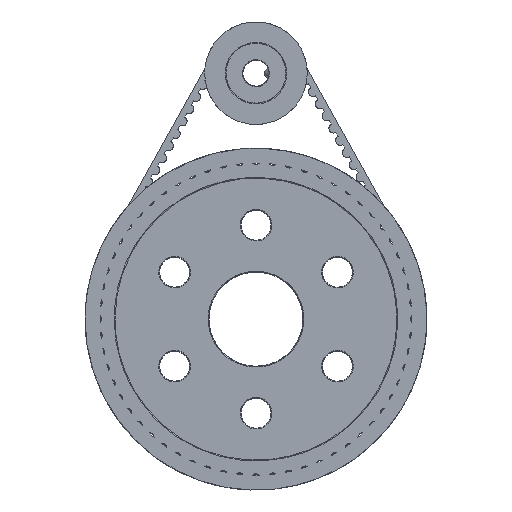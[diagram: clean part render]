
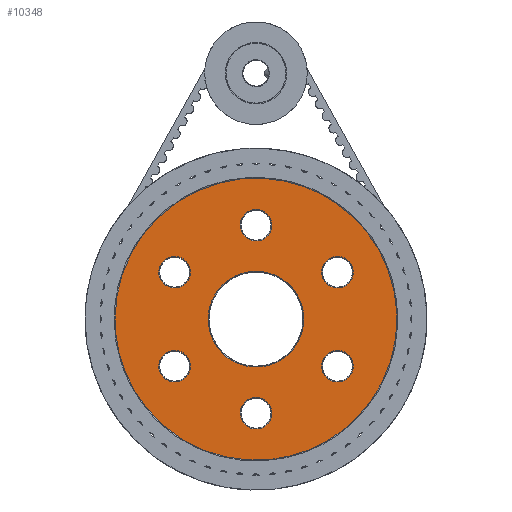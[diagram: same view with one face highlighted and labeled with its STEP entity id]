
A CAD part, front view. The second image highlights one B-rep face of the part: STEP entity #10348.
In plain terms, the highlighted free-form (B-spline) face has degree [1, 1] with [2, 2] control points.
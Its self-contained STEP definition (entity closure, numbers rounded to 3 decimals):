
#7920 = VERTEX_POINT('',#7921);
#7921 = CARTESIAN_POINT('',(-15.977,-1.452,
    0.));
#7926 = EDGE_CURVE('',#7920,#7920,#7927,.T.);
#7927 = ( BOUNDED_CURVE() B_SPLINE_CURVE(2,(#7928,#7929,#7930,#7931,
#7932,#7933,#7934),.UNSPECIFIED.,.T.,.F.) B_SPLINE_CURVE_WITH_KNOTS((3,2
    ,2,3),(3.142,5.236,7.33,9.425),
.PIECEWISE_BEZIER_KNOTS.) CURVE() GEOMETRIC_REPRESENTATION_ITEM() 
RATIONAL_B_SPLINE_CURVE((1.,0.5,1.,0.5,1.,0.5,1.)) REPRESENTATION_ITEM(
  '') );
#7928 = CARTESIAN_POINT('',(-15.977,-1.452,
    0.));
#7929 = CARTESIAN_POINT('',(-15.977,-1.452,
    27.673));
#7930 = CARTESIAN_POINT('',(7.989,-1.452,
    13.837));
#7931 = CARTESIAN_POINT('',(31.954,-1.452,
    0.));
#7932 = CARTESIAN_POINT('',(7.989,-1.452,
    -13.837));
#7933 = CARTESIAN_POINT('',(-15.977,-1.452,
    -27.673));
#7934 = CARTESIAN_POINT('',(-15.977,-1.452,
    0.));
#10260 = VERTEX_POINT('',#10261);
#10261 = CARTESIAN_POINT('',(7.433,-1.452,
    5.326));
#10279 = EDGE_CURVE('',#10260,#10260,#10280,.T.);
#10280 = ( BOUNDED_CURVE() B_SPLINE_CURVE(2,(#10281,#10282,#10283,#10284
    ,#10285,#10286,#10287),.UNSPECIFIED.,.T.,.F.) 
B_SPLINE_CURVE_WITH_KNOTS((3,2,2,3),(3.142,5.236,
7.33,9.425),.PIECEWISE_BEZIER_KNOTS.) CURVE() 
GEOMETRIC_REPRESENTATION_ITEM() RATIONAL_B_SPLINE_CURVE((1.,0.5,1.,0.5,
1.,0.5,1.)) REPRESENTATION_ITEM('') );
#10281 = CARTESIAN_POINT('',(7.433,-1.452,
    5.326));
#10282 = CARTESIAN_POINT('',(7.433,-1.452,
    2.223));
#10283 = CARTESIAN_POINT('',(10.12,-1.452,
    3.774));
#10284 = CARTESIAN_POINT('',(12.807,-1.452,
    5.326));
#10285 = CARTESIAN_POINT('',(10.12,-1.452,
    6.877));
#10286 = CARTESIAN_POINT('',(7.433,-1.452,
    8.428));
#10287 = CARTESIAN_POINT('',(7.433,-1.452,
    5.326));
#10348 = ADVANCED_FACE('',(#10349,#10352,#10366,#10380,#10394,#10408,
    #10422,#10436),#10439,.T.);
#10349 = FACE_BOUND('',#10350,.T.);
#10350 = EDGE_LOOP('',(#10351));
#10351 = ORIENTED_EDGE('',*,*,#7926,.F.);
#10352 = FACE_BOUND('',#10353,.T.);
#10353 = EDGE_LOOP('',(#10354));
#10354 = ORIENTED_EDGE('',*,*,#10355,.F.);
#10355 = EDGE_CURVE('',#10356,#10356,#10358,.T.);
#10356 = VERTEX_POINT('',#10357);
#10357 = CARTESIAN_POINT('',(7.433,-1.452,
    -5.326));
#10358 = ( BOUNDED_CURVE() B_SPLINE_CURVE(2,(#10359,#10360,#10361,#10362
    ,#10363,#10364,#10365),.UNSPECIFIED.,.T.,.F.) 
B_SPLINE_CURVE_WITH_KNOTS((3,2,2,3),(3.142,5.236,
7.33,9.425),.PIECEWISE_BEZIER_KNOTS.) CURVE() 
GEOMETRIC_REPRESENTATION_ITEM() RATIONAL_B_SPLINE_CURVE((1.,0.5,1.,0.5,
1.,0.5,1.)) REPRESENTATION_ITEM('') );
#10359 = CARTESIAN_POINT('',(7.433,-1.452,
    -5.326));
#10360 = CARTESIAN_POINT('',(7.433,-1.452,
    -8.428));
#10361 = CARTESIAN_POINT('',(10.12,-1.452,
    -6.877));
#10362 = CARTESIAN_POINT('',(12.807,-1.452,
    -5.326));
#10363 = CARTESIAN_POINT('',(10.12,-1.452,
    -3.774));
#10364 = CARTESIAN_POINT('',(7.433,-1.452,
    -2.223));
#10365 = CARTESIAN_POINT('',(7.433,-1.452,
    -5.326));
#10366 = FACE_BOUND('',#10367,.T.);
#10367 = EDGE_LOOP('',(#10368));
#10368 = ORIENTED_EDGE('',*,*,#10369,.F.);
#10369 = EDGE_CURVE('',#10370,#10370,#10372,.T.);
#10370 = VERTEX_POINT('',#10371);
#10371 = CARTESIAN_POINT('',(-5.423,-1.452,
    0.));
#10372 = ( BOUNDED_CURVE() B_SPLINE_CURVE(2,(#10373,#10374,#10375,#10376
    ,#10377,#10378,#10379),.UNSPECIFIED.,.T.,.F.) 
B_SPLINE_CURVE_WITH_KNOTS((3,2,2,3),(3.142,5.236,
7.33,9.425),.PIECEWISE_BEZIER_KNOTS.) CURVE() 
GEOMETRIC_REPRESENTATION_ITEM() RATIONAL_B_SPLINE_CURVE((1.,0.5,1.,0.5,
1.,0.5,1.)) REPRESENTATION_ITEM('') );
#10373 = CARTESIAN_POINT('',(-5.423,-1.452,
    0.));
#10374 = CARTESIAN_POINT('',(-5.423,-1.452,
    -9.392));
#10375 = CARTESIAN_POINT('',(2.711,-1.452,
    -4.696));
#10376 = CARTESIAN_POINT('',(10.845,-1.452,
    0.));
#10377 = CARTESIAN_POINT('',(2.711,-1.452,
    4.696));
#10378 = CARTESIAN_POINT('',(-5.423,-1.452,
    9.392));
#10379 = CARTESIAN_POINT('',(-5.423,-1.452,
    0.));
#10380 = FACE_BOUND('',#10381,.T.);
#10381 = EDGE_LOOP('',(#10382));
#10382 = ORIENTED_EDGE('',*,*,#10383,.F.);
#10383 = EDGE_CURVE('',#10384,#10384,#10386,.T.);
#10384 = VERTEX_POINT('',#10385);
#10385 = CARTESIAN_POINT('',(-11.016,-1.452,
    5.326));
#10386 = ( BOUNDED_CURVE() B_SPLINE_CURVE(2,(#10387,#10388,#10389,#10390
    ,#10391,#10392,#10393),.UNSPECIFIED.,.T.,.F.) 
B_SPLINE_CURVE_WITH_KNOTS((3,2,2,3),(3.142,5.236,
7.33,9.425),.PIECEWISE_BEZIER_KNOTS.) CURVE() 
GEOMETRIC_REPRESENTATION_ITEM() RATIONAL_B_SPLINE_CURVE((1.,0.5,1.,0.5,
1.,0.5,1.)) REPRESENTATION_ITEM('') );
#10387 = CARTESIAN_POINT('',(-11.016,-1.452,
    5.326));
#10388 = CARTESIAN_POINT('',(-11.016,-1.452,
    2.223));
#10389 = CARTESIAN_POINT('',(-8.329,-1.452,
    3.774));
#10390 = CARTESIAN_POINT('',(-5.642,-1.452,
    5.326));
#10391 = CARTESIAN_POINT('',(-8.329,-1.452,
    6.877));
#10392 = CARTESIAN_POINT('',(-11.016,-1.452,
    8.428));
#10393 = CARTESIAN_POINT('',(-11.016,-1.452,
    5.326));
#10394 = FACE_BOUND('',#10395,.T.);
#10395 = EDGE_LOOP('',(#10396));
#10396 = ORIENTED_EDGE('',*,*,#10397,.F.);
#10397 = EDGE_CURVE('',#10398,#10398,#10400,.T.);
#10398 = VERTEX_POINT('',#10399);
#10399 = CARTESIAN_POINT('',(-1.791,-1.452,
    10.651));
#10400 = ( BOUNDED_CURVE() B_SPLINE_CURVE(2,(#10401,#10402,#10403,#10404
    ,#10405,#10406,#10407),.UNSPECIFIED.,.T.,.F.) 
B_SPLINE_CURVE_WITH_KNOTS((3,2,2,3),(3.142,5.236,
7.33,9.425),.PIECEWISE_BEZIER_KNOTS.) CURVE() 
GEOMETRIC_REPRESENTATION_ITEM() RATIONAL_B_SPLINE_CURVE((1.,0.5,1.,0.5,
1.,0.5,1.)) REPRESENTATION_ITEM('') );
#10401 = CARTESIAN_POINT('',(-1.791,-1.452,
    10.651));
#10402 = CARTESIAN_POINT('',(-1.791,-1.452,
    7.549));
#10403 = CARTESIAN_POINT('',(0.896,-1.452,
    9.1));
#10404 = CARTESIAN_POINT('',(3.583,-1.452,
    10.651));
#10405 = CARTESIAN_POINT('',(0.896,-1.452,
    12.203));
#10406 = CARTESIAN_POINT('',(-1.791,-1.452,
    13.754));
#10407 = CARTESIAN_POINT('',(-1.791,-1.452,
    10.651));
#10408 = FACE_BOUND('',#10409,.T.);
#10409 = EDGE_LOOP('',(#10410));
#10410 = ORIENTED_EDGE('',*,*,#10411,.F.);
#10411 = EDGE_CURVE('',#10412,#10412,#10414,.T.);
#10412 = VERTEX_POINT('',#10413);
#10413 = CARTESIAN_POINT('',(-11.016,-1.452,
    -5.326));
#10414 = ( BOUNDED_CURVE() B_SPLINE_CURVE(2,(#10415,#10416,#10417,#10418
    ,#10419,#10420,#10421),.UNSPECIFIED.,.T.,.F.) 
B_SPLINE_CURVE_WITH_KNOTS((3,2,2,3),(3.142,5.236,
7.33,9.425),.PIECEWISE_BEZIER_KNOTS.) CURVE() 
GEOMETRIC_REPRESENTATION_ITEM() RATIONAL_B_SPLINE_CURVE((1.,0.5,1.,0.5,
1.,0.5,1.)) REPRESENTATION_ITEM('') );
#10415 = CARTESIAN_POINT('',(-11.016,-1.452,
    -5.326));
#10416 = CARTESIAN_POINT('',(-11.016,-1.452,
    -8.428));
#10417 = CARTESIAN_POINT('',(-8.329,-1.452,
    -6.877));
#10418 = CARTESIAN_POINT('',(-5.642,-1.452,
    -5.326));
#10419 = CARTESIAN_POINT('',(-8.329,-1.452,
    -3.774));
#10420 = CARTESIAN_POINT('',(-11.016,-1.452,
    -2.223));
#10421 = CARTESIAN_POINT('',(-11.016,-1.452,
    -5.326));
#10422 = FACE_BOUND('',#10423,.T.);
#10423 = EDGE_LOOP('',(#10424));
#10424 = ORIENTED_EDGE('',*,*,#10425,.F.);
#10425 = EDGE_CURVE('',#10426,#10426,#10428,.T.);
#10426 = VERTEX_POINT('',#10427);
#10427 = CARTESIAN_POINT('',(-1.791,-1.452,
    -10.651));
#10428 = ( BOUNDED_CURVE() B_SPLINE_CURVE(2,(#10429,#10430,#10431,#10432
    ,#10433,#10434,#10435),.UNSPECIFIED.,.T.,.F.) 
B_SPLINE_CURVE_WITH_KNOTS((3,2,2,3),(3.142,5.236,
7.33,9.425),.PIECEWISE_BEZIER_KNOTS.) CURVE() 
GEOMETRIC_REPRESENTATION_ITEM() RATIONAL_B_SPLINE_CURVE((1.,0.5,1.,0.5,
1.,0.5,1.)) REPRESENTATION_ITEM('') );
#10429 = CARTESIAN_POINT('',(-1.791,-1.452,
    -10.651));
#10430 = CARTESIAN_POINT('',(-1.791,-1.452,
    -13.754));
#10431 = CARTESIAN_POINT('',(0.896,-1.452,
    -12.203));
#10432 = CARTESIAN_POINT('',(3.583,-1.452,
    -10.651));
#10433 = CARTESIAN_POINT('',(0.896,-1.452,
    -9.1));
#10434 = CARTESIAN_POINT('',(-1.791,-1.452,
    -7.549));
#10435 = CARTESIAN_POINT('',(-1.791,-1.452,
    -10.651));
#10436 = FACE_BOUND('',#10437,.T.);
#10437 = EDGE_LOOP('',(#10438));
#10438 = ORIENTED_EDGE('',*,*,#10279,.F.);
#10439 = B_SPLINE_SURFACE_WITH_KNOTS('',1,1,(
    (#10440,#10441)
    ,(#10442,#10443
  )),.UNSPECIFIED.,.F.,.F.,.F.,(2,2),(2,2),(-16.5,16.5),(-16.5,16.5),
  .PIECEWISE_BEZIER_KNOTS.);
#10440 = CARTESIAN_POINT('',(-15.977,-1.452,
    -15.977));
#10441 = CARTESIAN_POINT('',(-15.977,-1.452,
    15.977));
#10442 = CARTESIAN_POINT('',(15.977,-1.452,
    -15.977));
#10443 = CARTESIAN_POINT('',(15.977,-1.452,
    15.977));
